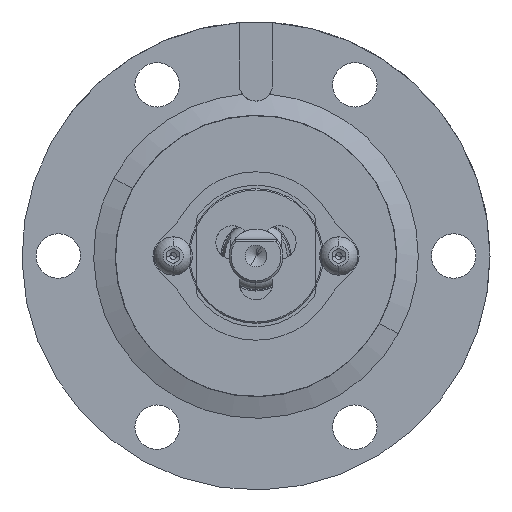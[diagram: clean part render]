
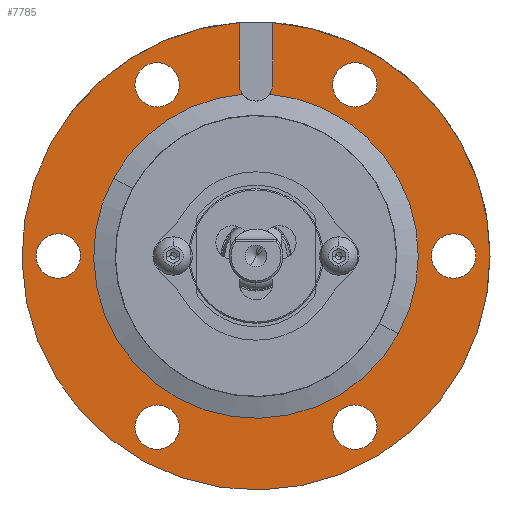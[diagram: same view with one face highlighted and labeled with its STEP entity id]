
A CAD part, left-side view. The second image highlights one B-rep face of the part: STEP entity #7785.
In plain terms, the highlighted planar face has unit normal (-1, 0, 0).
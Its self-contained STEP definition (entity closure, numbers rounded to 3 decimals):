
#7559=AXIS2_PLACEMENT_3D('Circle Axis2P3D',#7557,#7558,$) ;
#7571=AXIS2_PLACEMENT_3D('Circle Axis2P3D',#7569,#7570,$) ;
#7578=AXIS2_PLACEMENT_3D('Circle Axis2P3D',#7576,#7577,$) ;
#7616=AXIS2_PLACEMENT_3D('Plane Axis2P3D',#7613,#7614,#7615) ;
#7627=AXIS2_PLACEMENT_3D('Circle Axis2P3D',#7625,#7626,$) ;
#7634=AXIS2_PLACEMENT_3D('Circle Axis2P3D',#7632,#7633,$) ;
#7641=AXIS2_PLACEMENT_3D('Circle Axis2P3D',#7639,#7640,$) ;
#7648=AXIS2_PLACEMENT_3D('Circle Axis2P3D',#7646,#7647,$) ;
#7655=AXIS2_PLACEMENT_3D('Circle Axis2P3D',#7653,#7654,$) ;
#7679=AXIS2_PLACEMENT_3D('Circle Axis2P3D',#7677,#7678,$) ;
#7688=AXIS2_PLACEMENT_3D('Circle Axis2P3D',#7686,#7687,$) ;
#7697=AXIS2_PLACEMENT_3D('Circle Axis2P3D',#7695,#7696,$) ;
#7706=AXIS2_PLACEMENT_3D('Circle Axis2P3D',#7704,#7705,$) ;
#7715=AXIS2_PLACEMENT_3D('Circle Axis2P3D',#7713,#7714,$) ;
#7724=AXIS2_PLACEMENT_3D('Circle Axis2P3D',#7722,#7723,$) ;
#7733=AXIS2_PLACEMENT_3D('Circle Axis2P3D',#7731,#7732,$) ;
#7742=AXIS2_PLACEMENT_3D('Circle Axis2P3D',#7740,#7741,$) ;
#7751=AXIS2_PLACEMENT_3D('Circle Axis2P3D',#7749,#7750,$) ;
#7760=AXIS2_PLACEMENT_3D('Circle Axis2P3D',#7758,#7759,$) ;
#7769=AXIS2_PLACEMENT_3D('Circle Axis2P3D',#7767,#7768,$) ;
#7778=AXIS2_PLACEMENT_3D('Circle Axis2P3D',#7776,#7777,$) ;
#7547=CARTESIAN_POINT('Vertex',(-1.2,30.496,16.66)) ;
#7554=CARTESIAN_POINT('Vertex',(-1.2,-30.496,-16.66)) ;
#7557=CARTESIAN_POINT('Axis2P3D Location',(-1.2,0.,0.)) ;
#7569=CARTESIAN_POINT('Axis2P3D Location',(-1.2,0.,0.)) ;
#7573=CARTESIAN_POINT('Vertex',(-1.2,-2.5,34.66)) ;
#7576=CARTESIAN_POINT('Axis2P3D Location',(-1.2,0.,0.)) ;
#7580=CARTESIAN_POINT('Vertex',(-1.2,2.5,34.66)) ;
#7613=CARTESIAN_POINT('Axis2P3D Location',(-1.2,24.1,0.)) ;
#7618=CARTESIAN_POINT('Line Origine',(-1.2,-2.5,30.08)) ;
#7622=CARTESIAN_POINT('Vertex',(-1.2,-2.5,25.5)) ;
#7625=CARTESIAN_POINT('Axis2P3D Location',(-1.2,0.,25.5)) ;
#7629=CARTESIAN_POINT('Vertex',(-1.2,-2.012,24.016)) ;
#7632=CARTESIAN_POINT('Axis2P3D Location',(-1.2,0.,0.)) ;
#7636=CARTESIAN_POINT('Vertex',(-1.2,-21.15,-11.554)) ;
#7639=CARTESIAN_POINT('Axis2P3D Location',(-1.2,0.,0.)) ;
#7643=CARTESIAN_POINT('Vertex',(-1.2,21.15,11.554)) ;
#7646=CARTESIAN_POINT('Axis2P3D Location',(-1.2,0.,0.)) ;
#7650=CARTESIAN_POINT('Vertex',(-1.2,2.012,24.016)) ;
#7653=CARTESIAN_POINT('Axis2P3D Location',(-1.2,0.,25.5)) ;
#7657=CARTESIAN_POINT('Vertex',(-1.2,2.5,25.5)) ;
#7660=CARTESIAN_POINT('Line Origine',(-1.2,2.5,30.08)) ;
#7677=CARTESIAN_POINT('Axis2P3D Location',(-1.2,-29.35,0.)) ;
#7681=CARTESIAN_POINT('Vertex',(-1.2,-32.246,-1.582)) ;
#7683=CARTESIAN_POINT('Vertex',(-1.2,-26.454,1.582)) ;
#7686=CARTESIAN_POINT('Axis2P3D Location',(-1.2,-29.35,0.)) ;
#7695=CARTESIAN_POINT('Axis2P3D Location',(-1.2,-14.675,-25.418)) ;
#7699=CARTESIAN_POINT('Vertex',(-1.2,-11.779,-23.836)) ;
#7701=CARTESIAN_POINT('Vertex',(-1.2,-17.571,-27.)) ;
#7704=CARTESIAN_POINT('Axis2P3D Location',(-1.2,-14.675,-25.418)) ;
#7713=CARTESIAN_POINT('Axis2P3D Location',(-1.2,14.675,-25.418)) ;
#7717=CARTESIAN_POINT('Vertex',(-1.2,17.571,-23.836)) ;
#7719=CARTESIAN_POINT('Vertex',(-1.2,11.779,-27.)) ;
#7722=CARTESIAN_POINT('Axis2P3D Location',(-1.2,14.675,-25.418)) ;
#7731=CARTESIAN_POINT('Axis2P3D Location',(-1.2,29.35,0.)) ;
#7735=CARTESIAN_POINT('Vertex',(-1.2,32.246,1.582)) ;
#7737=CARTESIAN_POINT('Vertex',(-1.2,26.454,-1.582)) ;
#7740=CARTESIAN_POINT('Axis2P3D Location',(-1.2,29.35,0.)) ;
#7749=CARTESIAN_POINT('Axis2P3D Location',(-1.2,14.675,25.418)) ;
#7753=CARTESIAN_POINT('Vertex',(-1.2,17.571,27.)) ;
#7755=CARTESIAN_POINT('Vertex',(-1.2,11.779,23.836)) ;
#7758=CARTESIAN_POINT('Axis2P3D Location',(-1.2,14.675,25.418)) ;
#7767=CARTESIAN_POINT('Axis2P3D Location',(-1.2,-14.675,25.418)) ;
#7771=CARTESIAN_POINT('Vertex',(-1.2,-11.779,27.)) ;
#7773=CARTESIAN_POINT('Vertex',(-1.2,-17.571,23.836)) ;
#7776=CARTESIAN_POINT('Axis2P3D Location',(-1.2,-14.675,25.418)) ;
#7558=DIRECTION('Axis2P3D Direction',(1.,0.,0.)) ;
#7570=DIRECTION('Axis2P3D Direction',(1.,0.,0.)) ;
#7577=DIRECTION('Axis2P3D Direction',(1.,0.,0.)) ;
#7614=DIRECTION('Axis2P3D Direction',(1.,0.,0.)) ;
#7615=DIRECTION('Axis2P3D XDirection',(0.,1.,0.)) ;
#7619=DIRECTION('Vector Direction',(0.,0.,1.)) ;
#7626=DIRECTION('Axis2P3D Direction',(1.,0.,0.)) ;
#7633=DIRECTION('Axis2P3D Direction',(1.,0.,0.)) ;
#7640=DIRECTION('Axis2P3D Direction',(1.,0.,0.)) ;
#7647=DIRECTION('Axis2P3D Direction',(1.,0.,0.)) ;
#7654=DIRECTION('Axis2P3D Direction',(1.,0.,0.)) ;
#7661=DIRECTION('Vector Direction',(0.,0.,-1.)) ;
#7678=DIRECTION('Axis2P3D Direction',(1.,0.,0.)) ;
#7687=DIRECTION('Axis2P3D Direction',(1.,0.,0.)) ;
#7696=DIRECTION('Axis2P3D Direction',(1.,0.,0.)) ;
#7705=DIRECTION('Axis2P3D Direction',(1.,0.,0.)) ;
#7714=DIRECTION('Axis2P3D Direction',(1.,0.,0.)) ;
#7723=DIRECTION('Axis2P3D Direction',(1.,0.,0.)) ;
#7732=DIRECTION('Axis2P3D Direction',(1.,0.,0.)) ;
#7741=DIRECTION('Axis2P3D Direction',(1.,0.,0.)) ;
#7750=DIRECTION('Axis2P3D Direction',(1.,0.,0.)) ;
#7759=DIRECTION('Axis2P3D Direction',(1.,0.,0.)) ;
#7768=DIRECTION('Axis2P3D Direction',(1.,0.,0.)) ;
#7777=DIRECTION('Axis2P3D Direction',(1.,0.,0.)) ;
#7620=VECTOR('Line Direction',#7619,1.) ;
#7662=VECTOR('Line Direction',#7661,1.) ;
#7666=ORIENTED_EDGE('',*,*,#7624,.F.) ;
#7667=ORIENTED_EDGE('',*,*,#7631,.F.) ;
#7668=ORIENTED_EDGE('',*,*,#7638,.T.) ;
#7669=ORIENTED_EDGE('',*,*,#7645,.T.) ;
#7670=ORIENTED_EDGE('',*,*,#7652,.T.) ;
#7671=ORIENTED_EDGE('',*,*,#7659,.F.) ;
#7672=ORIENTED_EDGE('',*,*,#7664,.F.) ;
#7673=ORIENTED_EDGE('',*,*,#7582,.F.) ;
#7674=ORIENTED_EDGE('',*,*,#7561,.F.) ;
#7675=ORIENTED_EDGE('',*,*,#7575,.F.) ;
#7692=ORIENTED_EDGE('',*,*,#7685,.T.) ;
#7693=ORIENTED_EDGE('',*,*,#7690,.T.) ;
#7710=ORIENTED_EDGE('',*,*,#7703,.T.) ;
#7711=ORIENTED_EDGE('',*,*,#7708,.T.) ;
#7728=ORIENTED_EDGE('',*,*,#7721,.T.) ;
#7729=ORIENTED_EDGE('',*,*,#7726,.T.) ;
#7746=ORIENTED_EDGE('',*,*,#7739,.T.) ;
#7747=ORIENTED_EDGE('',*,*,#7744,.T.) ;
#7764=ORIENTED_EDGE('',*,*,#7757,.T.) ;
#7765=ORIENTED_EDGE('',*,*,#7762,.T.) ;
#7782=ORIENTED_EDGE('',*,*,#7775,.T.) ;
#7783=ORIENTED_EDGE('',*,*,#7780,.T.) ;
#7694=FACE_BOUND('',#7691,.T.) ;
#7712=FACE_BOUND('',#7709,.T.) ;
#7730=FACE_BOUND('',#7727,.T.) ;
#7748=FACE_BOUND('',#7745,.T.) ;
#7766=FACE_BOUND('',#7763,.T.) ;
#7784=FACE_BOUND('',#7781,.T.) ;
#7785=ADVANCED_FACE('Hauptk\X2\00F6\X0\rper',(#7676,#7694,#7712,#7730,#7748,#7766,#7784),#7617,.F.) ;
#7560=CIRCLE('generated circle',#7559,34.75) ;
#7572=CIRCLE('generated circle',#7571,34.75) ;
#7579=CIRCLE('generated circle',#7578,34.75) ;
#7628=CIRCLE('generated circle',#7627,2.5) ;
#7635=CIRCLE('generated circle',#7634,24.1) ;
#7642=CIRCLE('generated circle',#7641,24.1) ;
#7649=CIRCLE('generated circle',#7648,24.1) ;
#7656=CIRCLE('generated circle',#7655,2.5) ;
#7680=CIRCLE('generated circle',#7679,3.3) ;
#7689=CIRCLE('generated circle',#7688,3.3) ;
#7698=CIRCLE('generated circle',#7697,3.3) ;
#7707=CIRCLE('generated circle',#7706,3.3) ;
#7716=CIRCLE('generated circle',#7715,3.3) ;
#7725=CIRCLE('generated circle',#7724,3.3) ;
#7734=CIRCLE('generated circle',#7733,3.3) ;
#7743=CIRCLE('generated circle',#7742,3.3) ;
#7752=CIRCLE('generated circle',#7751,3.3) ;
#7761=CIRCLE('generated circle',#7760,3.3) ;
#7770=CIRCLE('generated circle',#7769,3.3) ;
#7779=CIRCLE('generated circle',#7778,3.3) ;
#7561=EDGE_CURVE('',#7555,#7548,#7560,.T.) ;
#7575=EDGE_CURVE('',#7574,#7555,#7572,.T.) ;
#7582=EDGE_CURVE('',#7548,#7581,#7579,.T.) ;
#7624=EDGE_CURVE('',#7623,#7574,#7621,.T.) ;
#7631=EDGE_CURVE('',#7630,#7623,#7628,.F.) ;
#7638=EDGE_CURVE('',#7630,#7637,#7635,.T.) ;
#7645=EDGE_CURVE('',#7637,#7644,#7642,.T.) ;
#7652=EDGE_CURVE('',#7644,#7651,#7649,.T.) ;
#7659=EDGE_CURVE('',#7658,#7651,#7656,.F.) ;
#7664=EDGE_CURVE('',#7581,#7658,#7663,.T.) ;
#7685=EDGE_CURVE('',#7682,#7684,#7680,.T.) ;
#7690=EDGE_CURVE('',#7684,#7682,#7689,.T.) ;
#7703=EDGE_CURVE('',#7700,#7702,#7698,.T.) ;
#7708=EDGE_CURVE('',#7702,#7700,#7707,.T.) ;
#7721=EDGE_CURVE('',#7718,#7720,#7716,.T.) ;
#7726=EDGE_CURVE('',#7720,#7718,#7725,.T.) ;
#7739=EDGE_CURVE('',#7736,#7738,#7734,.T.) ;
#7744=EDGE_CURVE('',#7738,#7736,#7743,.T.) ;
#7757=EDGE_CURVE('',#7754,#7756,#7752,.T.) ;
#7762=EDGE_CURVE('',#7756,#7754,#7761,.T.) ;
#7775=EDGE_CURVE('',#7772,#7774,#7770,.T.) ;
#7780=EDGE_CURVE('',#7774,#7772,#7779,.T.) ;
#7665=EDGE_LOOP('',(#7666,#7667,#7668,#7669,#7670,#7671,#7672,#7673,#7674,#7675)) ;
#7691=EDGE_LOOP('',(#7692,#7693)) ;
#7709=EDGE_LOOP('',(#7710,#7711)) ;
#7727=EDGE_LOOP('',(#7728,#7729)) ;
#7745=EDGE_LOOP('',(#7746,#7747)) ;
#7763=EDGE_LOOP('',(#7764,#7765)) ;
#7781=EDGE_LOOP('',(#7782,#7783)) ;
#7676=FACE_OUTER_BOUND('',#7665,.T.) ;
#7621=LINE('Line',#7618,#7620) ;
#7663=LINE('Line',#7660,#7662) ;
#7617=PLANE('',#7616) ;
#7548=VERTEX_POINT('',#7547) ;
#7555=VERTEX_POINT('',#7554) ;
#7574=VERTEX_POINT('',#7573) ;
#7581=VERTEX_POINT('',#7580) ;
#7623=VERTEX_POINT('',#7622) ;
#7630=VERTEX_POINT('',#7629) ;
#7637=VERTEX_POINT('',#7636) ;
#7644=VERTEX_POINT('',#7643) ;
#7651=VERTEX_POINT('',#7650) ;
#7658=VERTEX_POINT('',#7657) ;
#7682=VERTEX_POINT('',#7681) ;
#7684=VERTEX_POINT('',#7683) ;
#7700=VERTEX_POINT('',#7699) ;
#7702=VERTEX_POINT('',#7701) ;
#7718=VERTEX_POINT('',#7717) ;
#7720=VERTEX_POINT('',#7719) ;
#7736=VERTEX_POINT('',#7735) ;
#7738=VERTEX_POINT('',#7737) ;
#7754=VERTEX_POINT('',#7753) ;
#7756=VERTEX_POINT('',#7755) ;
#7772=VERTEX_POINT('',#7771) ;
#7774=VERTEX_POINT('',#7773) ;
